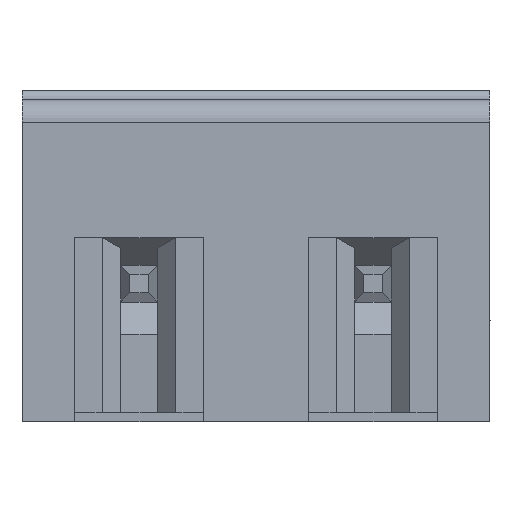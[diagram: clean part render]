
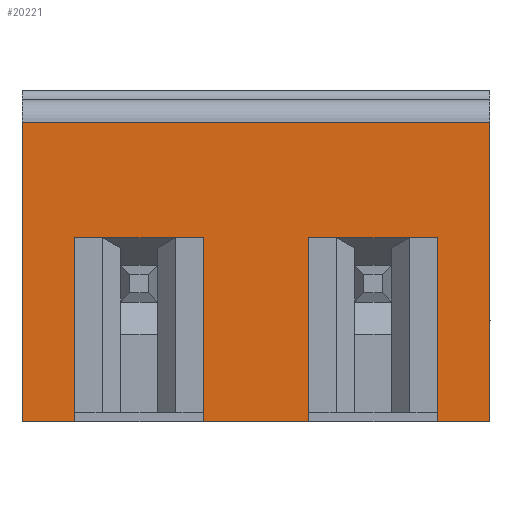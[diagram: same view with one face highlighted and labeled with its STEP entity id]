
A CAD part, front view. The second image highlights one B-rep face of the part: STEP entity #20221.
In plain terms, the highlighted planar face has unit normal (0, -1, 0).
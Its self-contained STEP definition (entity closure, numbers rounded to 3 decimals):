
#4 = EDGE_CURVE ( 'NONE', #16612, #19632, #8184, .T. ) ;
#70 = DIRECTION ( 'NONE',  ( 0., 0., 1. ) ) ;
#524 = LINE ( 'NONE', #12407, #1196 ) ;
#1196 = VECTOR ( 'NONE', #22208, 1000. ) ;
#1197 = LINE ( 'NONE', #6947, #22892 ) ;
#1446 = LINE ( 'NONE', #22889, #12607 ) ;
#1469 = VERTEX_POINT ( 'NONE', #15367 ) ;
#1567 = ORIENTED_EDGE ( 'NONE', *, *, #4, .F. ) ;
#1631 = LINE ( 'NONE', #9089, #22556 ) ;
#1806 = CARTESIAN_POINT ( 'NONE',  ( 6.22, 0., 0. ) ) ;
#1985 = VECTOR ( 'NONE', #24001, 1000. ) ;
#2423 = VECTOR ( 'NONE', #5838, 1000. ) ;
#2721 = LINE ( 'NONE', #10681, #8588 ) ;
#2769 = CARTESIAN_POINT ( 'NONE',  ( 1.14, 0., 0. ) ) ;
#2899 = LINE ( 'NONE', #2769, #9773 ) ;
#2974 = CARTESIAN_POINT ( 'NONE',  ( 9.02, 0., 4. ) ) ;
#2980 = ORIENTED_EDGE ( 'NONE', *, *, #11679, .F. ) ;
#3718 = CARTESIAN_POINT ( 'NONE',  ( 0., 0., 7. ) ) ;
#3832 = EDGE_CURVE ( 'NONE', #10521, #9685, #9036, .T. ) ;
#4592 = ORIENTED_EDGE ( 'NONE', *, *, #21691, .T. ) ;
#4597 = ORIENTED_EDGE ( 'NONE', *, *, #15507, .T. ) ;
#4690 = CARTESIAN_POINT ( 'NONE',  ( 1.14, 0., 4. ) ) ;
#4830 = DIRECTION ( 'NONE',  ( 0., 0., 1. ) ) ;
#5154 = VERTEX_POINT ( 'NONE', #10939 ) ;
#5169 = VECTOR ( 'NONE', #11707, 1000. ) ;
#5375 = VERTEX_POINT ( 'NONE', #24644 ) ;
#5523 = VERTEX_POINT ( 'NONE', #25640 ) ;
#5590 = VERTEX_POINT ( 'NONE', #16112 ) ;
#5709 = CARTESIAN_POINT ( 'NONE',  ( 10.16, 0., 6.5 ) ) ;
#5838 = DIRECTION ( 'NONE',  ( -1., 0., 0. ) ) ;
#5953 = LINE ( 'NONE', #10289, #1985 ) ;
#6268 = EDGE_CURVE ( 'NONE', #5154, #10521, #14093, .T. ) ;
#6295 = VERTEX_POINT ( 'NONE', #1806 ) ;
#6364 = ORIENTED_EDGE ( 'NONE', *, *, #3832, .F. ) ;
#6398 = AXIS2_PLACEMENT_3D ( 'NONE', #21644, #23985, #9749 ) ;
#6508 = VECTOR ( 'NONE', #16477, 1000. ) ;
#6939 = DIRECTION ( 'NONE',  ( 0., 0., 1. ) ) ;
#6947 = CARTESIAN_POINT ( 'NONE',  ( 0., 0., 6.5 ) ) ;
#8184 = LINE ( 'NONE', #23723, #5169 ) ;
#8460 = EDGE_CURVE ( 'NONE', #19334, #5154, #1631, .T. ) ;
#8588 = VECTOR ( 'NONE', #10421, 1000. ) ;
#8621 = LINE ( 'NONE', #4690, #6508 ) ;
#8895 = ORIENTED_EDGE ( 'NONE', *, *, #15109, .T. ) ;
#8905 = DIRECTION ( 'NONE',  ( -1., 0., 0. ) ) ;
#9036 = LINE ( 'NONE', #17028, #25318 ) ;
#9089 = CARTESIAN_POINT ( 'NONE',  ( 10.16, 0., 7. ) ) ;
#9685 = VERTEX_POINT ( 'NONE', #2974 ) ;
#9749 = DIRECTION ( 'NONE',  ( 0., 0., -1. ) ) ;
#9773 = VECTOR ( 'NONE', #4830, 1000. ) ;
#10267 = CARTESIAN_POINT ( 'NONE',  ( 0., 0., 0. ) ) ;
#10289 = CARTESIAN_POINT ( 'NONE',  ( 3.94, 0., 0. ) ) ;
#10290 = EDGE_CURVE ( 'NONE', #6295, #5523, #1446, .T. ) ;
#10332 = VECTOR ( 'NONE', #70, 1000. ) ;
#10421 = DIRECTION ( 'NONE',  ( 0., 0., 1. ) ) ;
#10521 = VERTEX_POINT ( 'NONE', #16618 ) ;
#10681 = CARTESIAN_POINT ( 'NONE',  ( 6.22, 0., 0. ) ) ;
#10939 = CARTESIAN_POINT ( 'NONE',  ( 10.16, 0., 0. ) ) ;
#11143 = EDGE_CURVE ( 'NONE', #19334, #18665, #1197, .T. ) ;
#11335 = EDGE_CURVE ( 'NONE', #1469, #9685, #524, .T. ) ;
#11679 = EDGE_CURVE ( 'NONE', #19632, #18665, #19929, .T. ) ;
#11707 = DIRECTION ( 'NONE',  ( -1., 0., 0. ) ) ;
#12407 = CARTESIAN_POINT ( 'NONE',  ( 6.22, 0., 4. ) ) ;
#12607 = VECTOR ( 'NONE', #8905, 1000. ) ;
#13180 = ORIENTED_EDGE ( 'NONE', *, *, #6268, .F. ) ;
#13264 = DIRECTION ( 'NONE',  ( 0., 0., -1. ) ) ;
#13419 = ORIENTED_EDGE ( 'NONE', *, *, #8460, .F. ) ;
#14093 = LINE ( 'NONE', #15923, #2423 ) ;
#15109 = EDGE_CURVE ( 'NONE', #6295, #1469, #2721, .T. ) ;
#15367 = CARTESIAN_POINT ( 'NONE',  ( 6.22, 0., 4. ) ) ;
#15507 = EDGE_CURVE ( 'NONE', #5375, #5590, #8621, .T. ) ;
#15747 = EDGE_CURVE ( 'NONE', #5523, #5590, #5953, .T. ) ;
#15923 = CARTESIAN_POINT ( 'NONE',  ( 0., 0., 0. ) ) ;
#16112 = CARTESIAN_POINT ( 'NONE',  ( 3.94, 0., 4. ) ) ;
#16477 = DIRECTION ( 'NONE',  ( 1., 0., 0. ) ) ;
#16612 = VERTEX_POINT ( 'NONE', #20186 ) ;
#16618 = CARTESIAN_POINT ( 'NONE',  ( 9.02, 0., 0. ) ) ;
#17028 = CARTESIAN_POINT ( 'NONE',  ( 9.02, 0., 0. ) ) ;
#17879 = ORIENTED_EDGE ( 'NONE', *, *, #10290, .F. ) ;
#18665 = VERTEX_POINT ( 'NONE', #24446 ) ;
#19283 = ORIENTED_EDGE ( 'NONE', *, *, #15747, .F. ) ;
#19334 = VERTEX_POINT ( 'NONE', #5709 ) ;
#19632 = VERTEX_POINT ( 'NONE', #10267 ) ;
#19817 = FACE_OUTER_BOUND ( 'NONE', #21235, .T. ) ;
#19929 = LINE ( 'NONE', #3718, #10332 ) ;
#20186 = CARTESIAN_POINT ( 'NONE',  ( 1.14, 0., 0. ) ) ;
#20221 = ADVANCED_FACE ( 'NONE', ( #19817 ), #21519, .T. ) ;
#20509 = ORIENTED_EDGE ( 'NONE', *, *, #11143, .T. ) ;
#21235 = EDGE_LOOP ( 'NONE', ( #8895, #23910, #6364, #13180, #13419, #20509, #2980, #1567, #4592, #4597, #19283, #17879 ) ) ;
#21519 = PLANE ( 'NONE',  #6398 ) ;
#21644 = CARTESIAN_POINT ( 'NONE',  ( 0., 0., 0. ) ) ;
#21691 = EDGE_CURVE ( 'NONE', #16612, #5375, #2899, .T. ) ;
#22208 = DIRECTION ( 'NONE',  ( 1., 0., 0. ) ) ;
#22556 = VECTOR ( 'NONE', #13264, 1000. ) ;
#22889 = CARTESIAN_POINT ( 'NONE',  ( 0., 0., 0. ) ) ;
#22892 = VECTOR ( 'NONE', #22893, 1000. ) ;
#22893 = DIRECTION ( 'NONE',  ( -1., 0., 0. ) ) ;
#23723 = CARTESIAN_POINT ( 'NONE',  ( 0., 0., 0. ) ) ;
#23910 = ORIENTED_EDGE ( 'NONE', *, *, #11335, .T. ) ;
#23985 = DIRECTION ( 'NONE',  ( 0., -1., 0. ) ) ;
#24001 = DIRECTION ( 'NONE',  ( 0., 0., 1. ) ) ;
#24446 = CARTESIAN_POINT ( 'NONE',  ( 0., 0., 6.5 ) ) ;
#24644 = CARTESIAN_POINT ( 'NONE',  ( 1.14, 0., 4. ) ) ;
#25318 = VECTOR ( 'NONE', #6939, 1000. ) ;
#25640 = CARTESIAN_POINT ( 'NONE',  ( 3.94, 0., 0. ) ) ;
